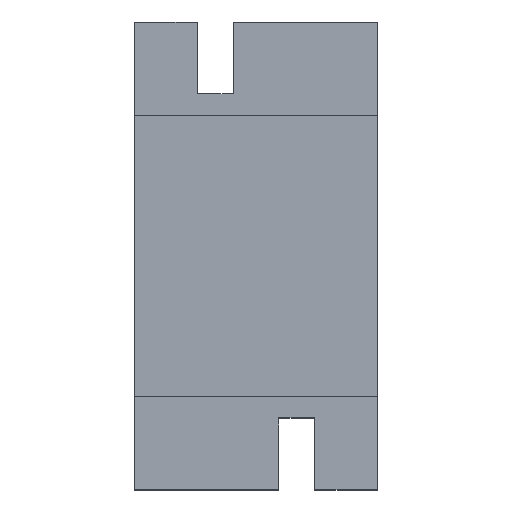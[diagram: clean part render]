
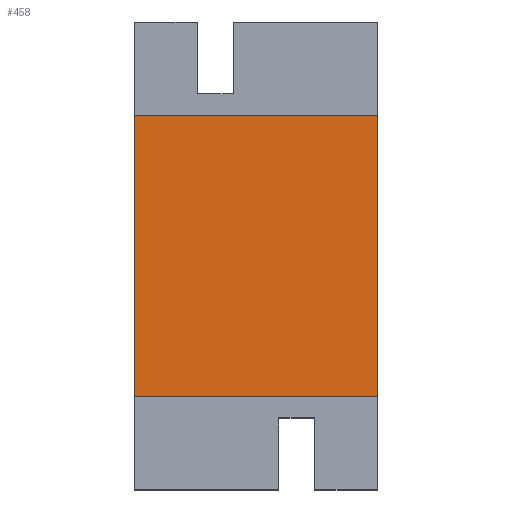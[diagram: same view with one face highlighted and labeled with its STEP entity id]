
A CAD part, top view. The second image highlights one B-rep face of the part: STEP entity #458.
In plain terms, the highlighted planar face has unit normal (0, 0, 1).
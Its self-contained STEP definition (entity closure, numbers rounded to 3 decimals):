
#40=FACE_OUTER_BOUND($,#66,.T.);
#66=EDGE_LOOP($,(#388,#389,#390,#391));
#120=LINE($,#715,#180);
#121=LINE($,#717,#181);
#122=LINE($,#719,#182);
#123=LINE($,#720,#183);
#180=VECTOR($,#589,3.97);
#181=VECTOR($,#590,3.434);
#182=VECTOR($,#591,3.97);
#183=VECTOR($,#592,3.434);
#224=VERTEX_POINT($,#713);
#225=VERTEX_POINT($,#714);
#226=VERTEX_POINT($,#716);
#227=VERTEX_POINT($,#718);
#280=EDGE_CURVE($,#224,#225,#120,.T.);
#281=EDGE_CURVE($,#226,#225,#121,.T.);
#282=EDGE_CURVE($,#227,#226,#122,.T.);
#283=EDGE_CURVE($,#227,#224,#123,.T.);
#388=ORIENTED_EDGE($,*,*,#280,.T.);
#389=ORIENTED_EDGE($,*,*,#281,.F.);
#390=ORIENTED_EDGE($,*,*,#282,.F.);
#391=ORIENTED_EDGE($,*,*,#283,.T.);
#432=PLANE($,#491);
#458=ADVANCED_FACE($,(#40),#432,.T.);
#491=AXIS2_PLACEMENT_3D($,#712,#587,#588);
#587=DIRECTION('center_axis',(0.,0.,1.));
#588=DIRECTION('ref_axis',(0.,1.,0.));
#589=DIRECTION($,(0.,-1.,0.));
#590=DIRECTION($,(-1.,0.,0.));
#591=DIRECTION($,(0.,-1.,0.));
#592=DIRECTION($,(-1.,0.,0.));
#712=CARTESIAN_POINT('Origin',(1.59,-1.985,0.889));
#713=CARTESIAN_POINT('',(-1.717,1.985,0.889));
#714=CARTESIAN_POINT('',(-1.717,-1.985,0.889));
#715=CARTESIAN_POINT($,(-1.717,-0.992,0.889));
#716=CARTESIAN_POINT('',(1.717,-1.985,0.889));
#717=CARTESIAN_POINT($,(1.59,-1.985,0.889));
#718=CARTESIAN_POINT('',(1.717,1.985,0.889));
#719=CARTESIAN_POINT($,(1.717,1.985,0.889));
#720=CARTESIAN_POINT($,(1.59,1.985,0.889));
